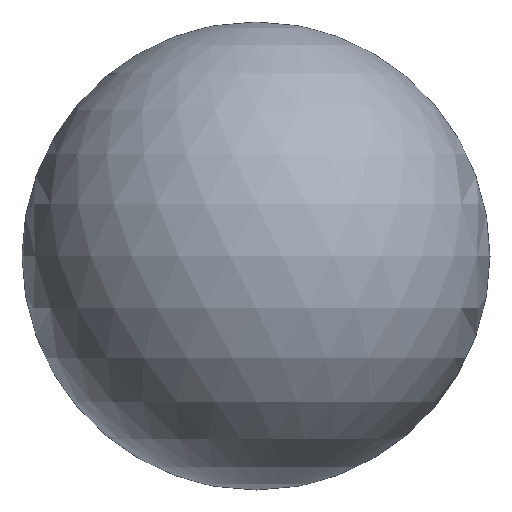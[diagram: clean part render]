
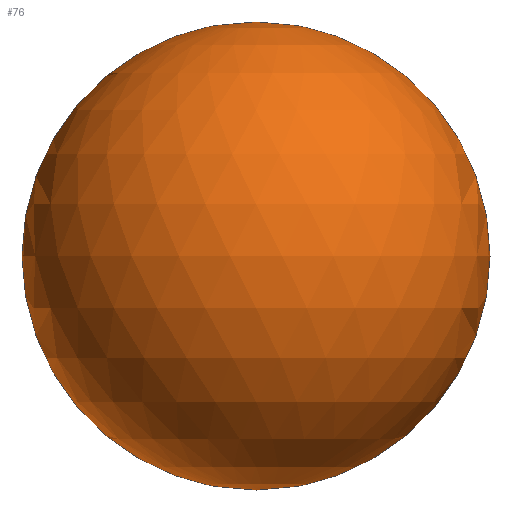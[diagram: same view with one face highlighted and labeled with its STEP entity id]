
A CAD part, front view. The second image highlights one B-rep face of the part: STEP entity #76.
In plain terms, the highlighted spherical face has radius 10 mm.
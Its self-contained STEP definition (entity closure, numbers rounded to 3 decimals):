
#76 = ADVANCED_FACE( '', ( #80 ), #81, .T. );
#80 = FACE_OUTER_BOUND( '', #84, .T. );
#81 = SPHERICAL_SURFACE( '', #85, 10. );
#84 = EDGE_LOOP( '', ( #91, #92 ) );
#85 = AXIS2_PLACEMENT_3D( '', #93, #94, #95 );
#91 = ORIENTED_EDGE( '', *, *, #96, .T. );
#92 = ORIENTED_EDGE( '', *, *, #97, .T. );
#93 = CARTESIAN_POINT( '', ( 0., 0., 0. ) );
#94 = DIRECTION( '', ( 0., 0., 1. ) );
#95 = DIRECTION( '', ( 1., 0., 0. ) );
#96 = EDGE_CURVE( '', #98, #99, #100, .T. );
#97 = EDGE_CURVE( '', #99, #98, #101, .T. );
#98 = VERTEX_POINT( '', #102 );
#99 = VERTEX_POINT( '', #103 );
#100 = CIRCLE( '', #104, 10. );
#101 = CIRCLE( '', #105, 10. );
#102 = CARTESIAN_POINT( '', ( 0., 0., -10. ) );
#103 = CARTESIAN_POINT( '', ( 0., 0., 10. ) );
#104 = AXIS2_PLACEMENT_3D( '', #106, #107, #108 );
#105 = AXIS2_PLACEMENT_3D( '', #109, #110, #111 );
#106 = CARTESIAN_POINT( '', ( 0., 0., 0. ) );
#107 = DIRECTION( '', ( 0., -1., 0. ) );
#108 = DIRECTION( '', ( 0., 0., 1. ) );
#109 = CARTESIAN_POINT( '', ( 0., 0., 0. ) );
#110 = DIRECTION( '', ( 0., -1., 0. ) );
#111 = DIRECTION( '', ( 0., 0., 1. ) );
